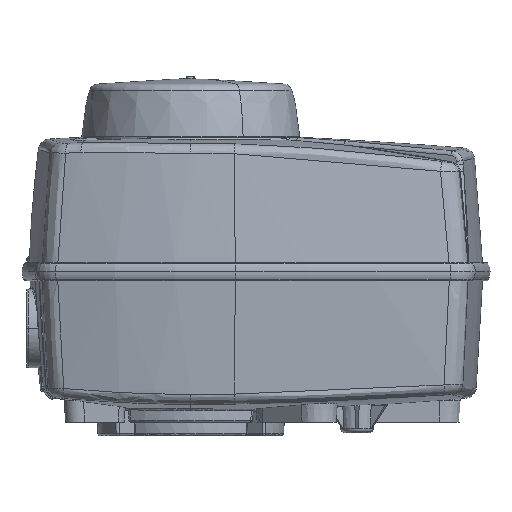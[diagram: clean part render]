
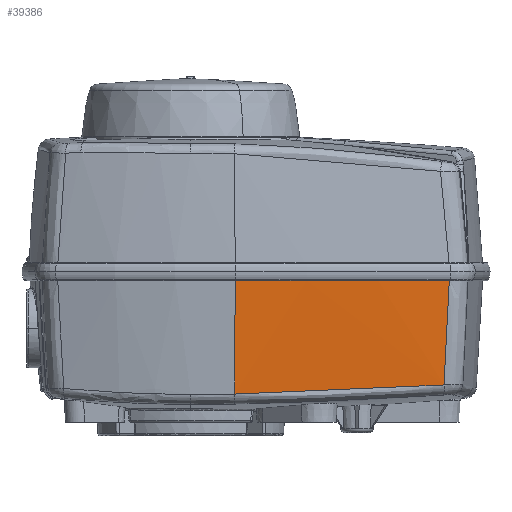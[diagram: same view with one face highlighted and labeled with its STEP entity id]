
A CAD part, front view. The second image highlights one B-rep face of the part: STEP entity #39386.
In plain terms, the highlighted face is a revolution surface.
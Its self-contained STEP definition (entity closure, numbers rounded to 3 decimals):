
#29499=AXIS2_PLACEMENT_3D('Circle Axis2P3D',#29497,#29498,$) ;
#23720=CARTESIAN_POINT('Vertex',(9.75,-40.632,8.774)) ;
#23748=CARTESIAN_POINT('Control Point',(9.893,-42.216,34.046)) ;
#23749=CARTESIAN_POINT('Control Point',(9.878,-42.043,25.604)) ;
#23750=CARTESIAN_POINT('Control Point',(9.83,-41.514,17.17)) ;
#23751=CARTESIAN_POINT('Control Point',(9.75,-40.632,8.774)) ;
#23752=CARTESIAN_POINT('Vertex',(9.893,-42.216,34.046)) ;
#25536=CARTESIAN_POINT('Vertex',(56.372,-35.789,10.804)) ;
#25622=CARTESIAN_POINT('Control Point',(56.372,-35.789,10.804)) ;
#25623=CARTESIAN_POINT('Control Point',(47.129,-37.058,10.082)) ;
#25624=CARTESIAN_POINT('Control Point',(37.835,-38.179,9.517)) ;
#25625=CARTESIAN_POINT('Control Point',(28.502,-39.149,9.11)) ;
#25626=CARTESIAN_POINT('Control Point',(19.137,-39.967,8.862)) ;
#25627=CARTESIAN_POINT('Control Point',(9.75,-40.632,8.774)) ;
#29497=CARTESIAN_POINT('Axis2P3D Location',(-36.751,606.108,34.045)) ;
#29501=CARTESIAN_POINT('Vertex',(57.532,-37.018,34.045)) ;
#29574=CARTESIAN_POINT('Control Point',(57.532,-37.018,34.045)) ;
#29575=CARTESIAN_POINT('Control Point',(57.451,-36.933,29.385)) ;
#29576=CARTESIAN_POINT('Control Point',(57.295,-36.767,24.727)) ;
#29577=CARTESIAN_POINT('Control Point',(57.063,-36.521,20.075)) ;
#29578=CARTESIAN_POINT('Control Point',(56.756,-36.195,15.433)) ;
#29579=CARTESIAN_POINT('Control Point',(56.372,-35.789,10.804)) ;
#39372=CARTESIAN_POINT('Control Point',(9.893,-42.216,34.046)) ;
#39373=CARTESIAN_POINT('Control Point',(9.878,-42.043,25.604)) ;
#39374=CARTESIAN_POINT('Control Point',(9.83,-41.514,17.17)) ;
#39375=CARTESIAN_POINT('Control Point',(9.75,-40.632,8.774)) ;
#39376=CARTESIAN_POINT('Axis1P Location',(-36.751,606.108,35.)) ;
#29498=DIRECTION('Axis2P3D Direction',(0.,-0.,1.)) ;
#39377=DIRECTION('Axis1P Direction',(0.,0.,1.)) ;
#39378=AXIS1_PLACEMENT('Revolution Surface Axis1P',#39376,#39377) ;
#39381=ORIENTED_EDGE('',*,*,#29580,.T.) ;
#39382=ORIENTED_EDGE('',*,*,#29503,.T.) ;
#39383=ORIENTED_EDGE('',*,*,#23754,.F.) ;
#39384=ORIENTED_EDGE('',*,*,#25628,.T.) ;
#39386=ADVANCED_FACE('8000-01.1\\PartBody',(#39385),#39379,.F.) ;
#23747=B_SPLINE_CURVE_WITH_KNOTS('',3,(#23748,#23749,#23750,#23751),.UNSPECIFIED.,.F.,.U.,(4,4),(2833.624,2858.953),.UNSPECIFIED.) ;
#25621=B_SPLINE_CURVE_WITH_KNOTS('',5,(#25622,#25623,#25624,#25625,#25626,#25627),.UNSPECIFIED.,.F.,.U.,(6,6),(21.531,69.951),.UNSPECIFIED.) ;
#29573=B_SPLINE_CURVE_WITH_KNOTS('',5,(#29574,#29575,#29576,#29577,#29578,#29579),.UNSPECIFIED.,.F.,.U.,(6,6),(9.043,42.01),.UNSPECIFIED.) ;
#39371=B_SPLINE_CURVE_WITH_KNOTS('',3,(#39372,#39373,#39374,#39375),.UNSPECIFIED.,.F.,.U.,(4,4),(2833.624,2858.953),.UNSPECIFIED.) ;
#29500=CIRCLE('generated circle',#29499,650.) ;
#23754=EDGE_CURVE('',#23721,#23753,#23747,.F.) ;
#25628=EDGE_CURVE('',#23721,#25537,#25621,.F.) ;
#29503=EDGE_CURVE('',#29502,#23753,#29500,.F.) ;
#29580=EDGE_CURVE('',#25537,#29502,#29573,.F.) ;
#39380=EDGE_LOOP('',(#39381,#39382,#39383,#39384)) ;
#39385=FACE_OUTER_BOUND('',#39380,.T.) ;
#39379=SURFACE_OF_REVOLUTION('Surface of Revolution',#39371,#39378) ;
#23721=VERTEX_POINT('',#23720) ;
#23753=VERTEX_POINT('',#23752) ;
#25537=VERTEX_POINT('',#25536) ;
#29502=VERTEX_POINT('',#29501) ;
